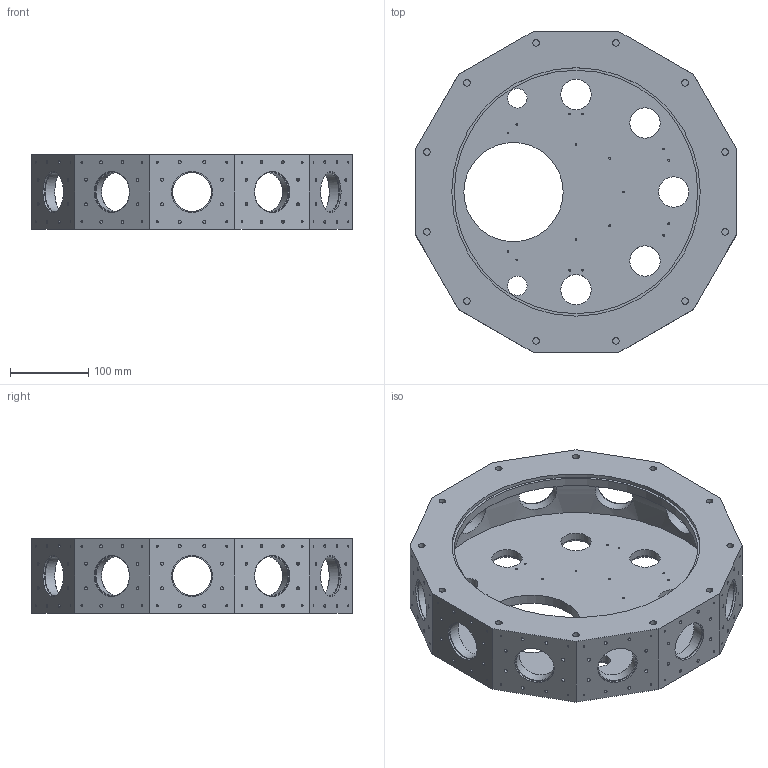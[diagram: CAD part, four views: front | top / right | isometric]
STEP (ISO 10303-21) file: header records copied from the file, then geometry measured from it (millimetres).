
FILE_DESCRIPTION(('Open CASCADE Model'),'2;1');
FILE_NAME('Open CASCADE Shape Model','2021-02-22T17:53:49',('Author'),( 'Open CASCADE'),'Open CASCADE STEP processor 7.4','Open CASCADE 7.4' ,'Unknown');
FILE_SCHEMA(('AUTOMOTIVE_DESIGN { 1 0 10303 214 1 1 1 1 }'));
Length unit declared in the file: millimetre
Products named in the file (1): Open CASCADE STEP translator 7.4 1
Bounding box: 410.52 x 410.52 x 95.25 mm (x, y, z)
Volume: 3447716 mm3; surface area: 558728 mm2
Topology: 1 solids, 1 shells, 564 faces, 894 edges, 596 vertices
Faces by surface type: cylinder 285, plane 279
Full cylindrical faces by diameter (mm): 2.261 x65, 4.039 x138, 5 x6, 5.105 x20, 8.5 x12, 24.892 x2, 26.2 x2, 38.862 x5, 41.2 x5, 50.038 x12, 52.324 x12, 127 x1, 139.294 x1, 147.625 x1, 311.632 x1, 318.008 x1, 380 x1
Entity records: 29253 total; most frequent: CARTESIAN_POINT 8487, DIRECTION 4303, ORIENTED_EDGE 1788, PCURVE 1788, DEFINITIONAL_REPRESENTATION 1788, LINE 1524, VECTOR 1524, AXIS2_PLACEMENT_3D 1123
